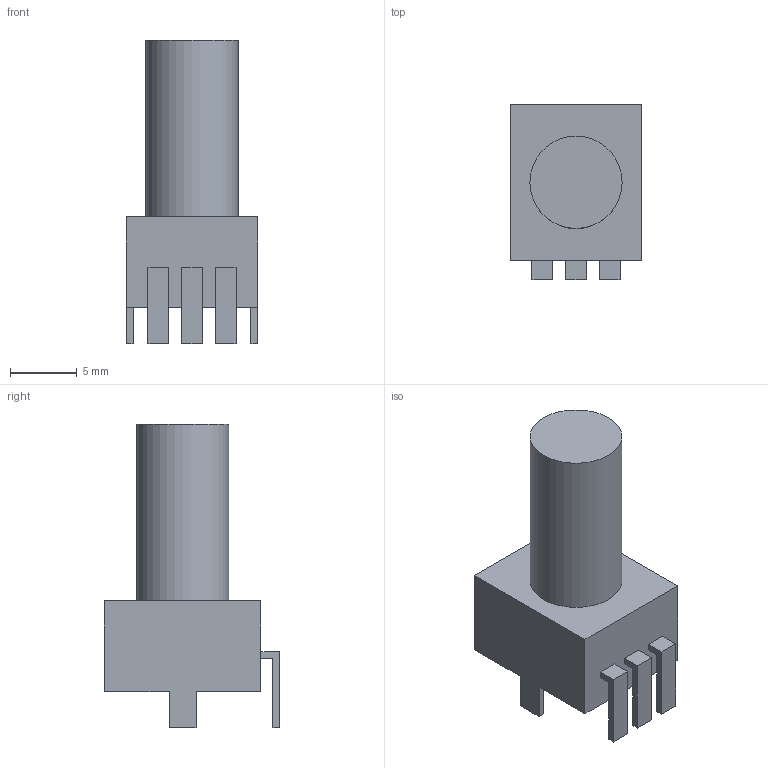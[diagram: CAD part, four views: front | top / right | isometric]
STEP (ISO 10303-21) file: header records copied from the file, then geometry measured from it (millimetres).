
FILE_DESCRIPTION(/* description */ ('STEP AP242','CAx-IF Rec.Pracs.---Representation and Presentation of Product Manufacturing Information (PMI)---4.0---2014-10-13','CAx-IF Rec.Pracs.---3D Tessellated Geometry---0.4---2014-09-14','2;1'),/* implementation_level */ '2;1');
FILE_NAME(/* name */ '67f3ea11851ce87d17522486',/* time_stamp */ '2025-04-07T15:06:58Z',/* author */ (''),/* organization */ (''),/* preprocessor_version */ 'ST-DEVELOPER v20',/* originating_system */ 'ONSHAPE BY PTC INC, 1.196',/* authorisation */ ' ');
FILE_SCHEMA (('AP242_MANAGED_MODEL_BASED_3D_ENGINEERING_MIM_LF { 1 0 10303 442 1 1 4 }'));
Length unit declared in the file: metre
Products named in the file (5): Part 3; Part 2; Part 5; Part 1; Part 4
Bounding box: 9.8 x 13.1 x 22.7 mm (x, y, z)
Volume: 1293.5 mm3; surface area: 993.3 mm2
Topology: 5 solids, 5 shells, 41 faces, 93 edges, 62 vertices
Faces by surface type: plane 40, cylinder 1
Full cylindrical faces by diameter (mm): 6.9 x1
Entity records: 1248 total; most frequent: CARTESIAN_POINT 200, DIRECTION 186, ORIENTED_EDGE 184, EDGE_CURVE 92, LINE 90, VECTOR 90, VERTEX_POINT 62, AXIS2_PLACEMENT_3D 48
